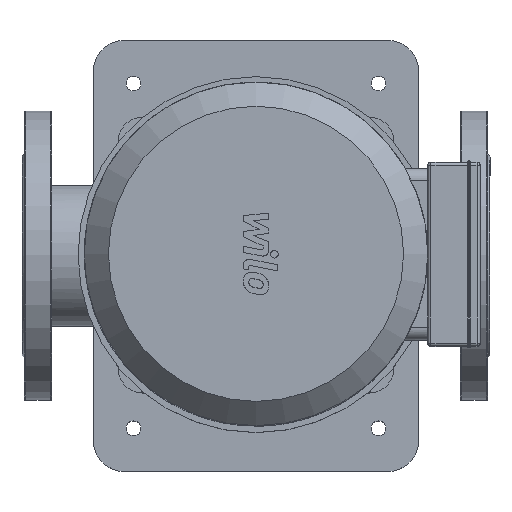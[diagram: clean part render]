
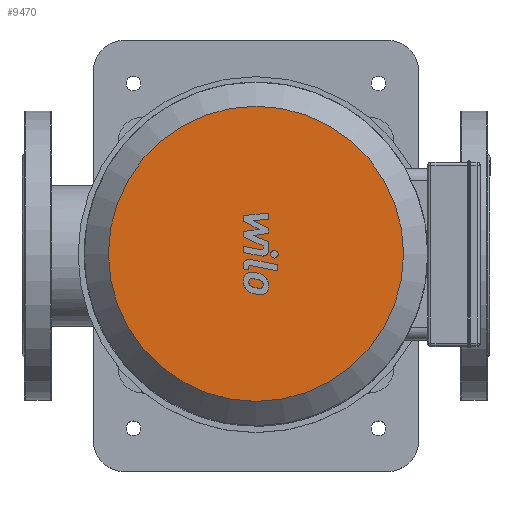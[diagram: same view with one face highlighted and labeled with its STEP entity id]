
A CAD part, top view. The second image highlights one B-rep face of the part: STEP entity #9470.
In plain terms, the highlighted planar face has unit normal (0, 0, 1).
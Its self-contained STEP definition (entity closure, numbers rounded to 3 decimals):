
#2055=PLANE('',#10191);
#2654=FACE_OUTER_BOUND('',#3293,.T.);
#3293=EDGE_LOOP('',(#7379));
#3865=CIRCLE('',#10187,119.8);
#4447=VERTEX_POINT('',#15001);
#5542=EDGE_CURVE('',#4447,#4447,#3865,.T.);
#7379=ORIENTED_EDGE('',*,*,#5542,.F.);
#9470=ADVANCED_FACE('',(#2654),#2055,.F.);
#10187=AXIS2_PLACEMENT_3D('',#15002,#11791,#11792);
#10191=AXIS2_PLACEMENT_3D('',#15008,#11799,#11800);
#11791=DIRECTION('center_axis',(0.,0.,
-1.));
#11792=DIRECTION('ref_axis',(0.,1.,0.));
#11799=DIRECTION('center_axis',(0.,0.,
-1.));
#11800=DIRECTION('ref_axis',(0.,1.,0.));
#15001=CARTESIAN_POINT('',(0.,-119.8,1038.));
#15002=CARTESIAN_POINT('Origin',(0.,0.,1038.));
#15008=CARTESIAN_POINT('Origin',(0.,0.,
1038.));
